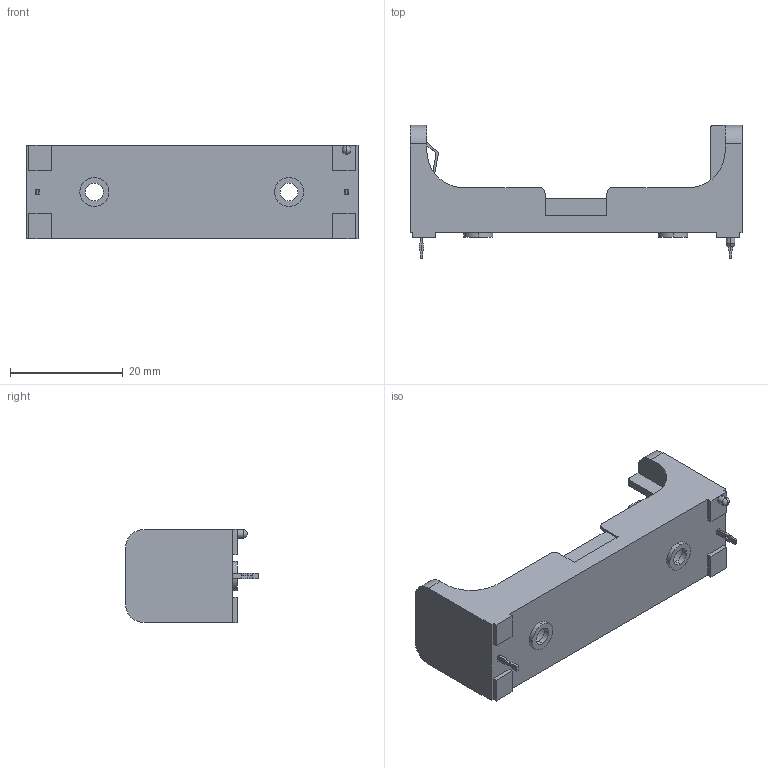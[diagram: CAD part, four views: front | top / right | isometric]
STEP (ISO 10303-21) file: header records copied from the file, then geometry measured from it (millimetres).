
FILE_DESCRIPTION (( 'STEP AP214' ), '1' );
FILE_NAME ('BHAA-POL-G.STEP', '2020-01-11T18:16:37', ( '' ), ( '' ), 'SwSTEP 2.0', 'SolidWorks 2017', '' );
FILE_SCHEMA (( 'AUTOMOTIVE_DESIGN' ));
Length unit declared in the file: millimetre
Products named in the file (1): BHAA-POL-G
Bounding box: 58.92 x 23.62 x 16.51 mm (x, y, z)
Volume: 4620.6 mm3; surface area: 5917.3 mm2
Topology: 3 solids, 3 shells, 272 faces, 750 edges, 494 vertices
Faces by surface type: plane 202, cylinder 68, torus 2
Entity records: 9104 total; most frequent: CARTESIAN_POINT 1985, ORIENTED_EDGE 1500, DIRECTION 1418, EDGE_CURVE 750, LINE 588, VECTOR 588, VERTEX_POINT 494, AXIS2_PLACEMENT_3D 415
